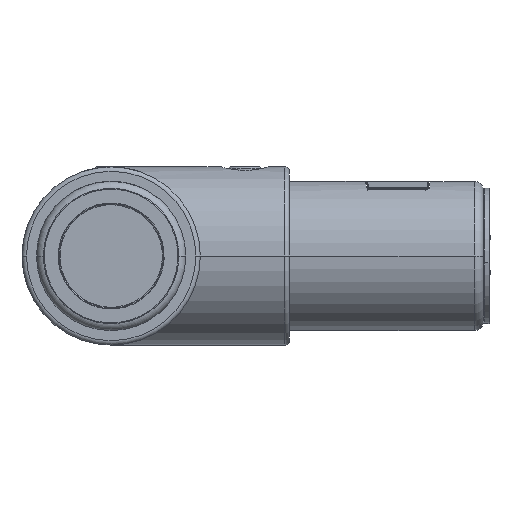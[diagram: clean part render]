
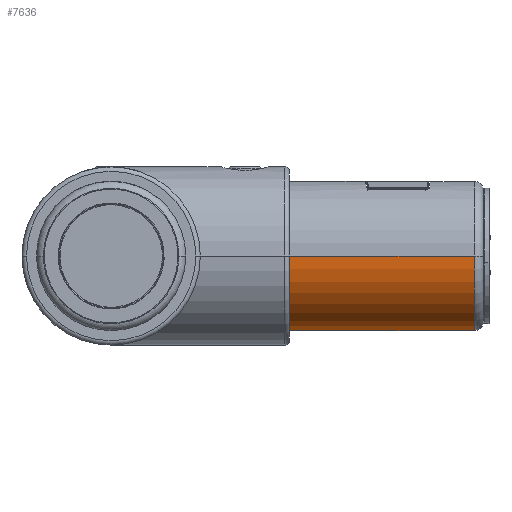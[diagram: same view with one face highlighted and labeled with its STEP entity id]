
A CAD part, left-side view. The second image highlights one B-rep face of the part: STEP entity #7636.
In plain terms, the highlighted cylindrical face has radius 16.75 mm (diameter 33.5 mm), a partial arc.
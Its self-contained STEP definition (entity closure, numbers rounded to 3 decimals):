
#438 = CARTESIAN_POINT ( 'NONE',  ( 0., 16.75, -40. ) ) ;
#441 = FACE_OUTER_BOUND ( 'NONE', #8880, .T. ) ;
#835 = ORIENTED_EDGE ( 'NONE', *, *, #5255, .F. ) ;
#1263 = AXIS2_PLACEMENT_3D ( 'NONE', #6333, #8085, #1632 ) ;
#1632 = DIRECTION ( 'NONE',  ( 0., -1., 0. ) ) ;
#1756 = EDGE_CURVE ( 'NONE', #2904, #4962, #6350, .T. ) ;
#2058 = CYLINDRICAL_SURFACE ( 'NONE', #1263, 16.75 ) ;
#2552 = DIRECTION ( 'NONE',  ( 0., 1., 0. ) ) ;
#2712 = VECTOR ( 'NONE', #9536, 1000. ) ;
#2904 = VERTEX_POINT ( 'NONE', #9687 ) ;
#3137 = CARTESIAN_POINT ( 'NONE',  ( 0., 16.75, -83.5 ) ) ;
#4442 = ORIENTED_EDGE ( 'NONE', *, *, #6613, .T. ) ;
#4708 = CIRCLE ( 'NONE', #11663, 16.75 ) ;
#4962 = VERTEX_POINT ( 'NONE', #438 ) ;
#5255 = EDGE_CURVE ( 'NONE', #5449, #11469, #6902, .T. ) ;
#5449 = VERTEX_POINT ( 'NONE', #11421 ) ;
#5958 = ORIENTED_EDGE ( 'NONE', *, *, #6454, .T. ) ;
#6254 = DIRECTION ( 'NONE',  ( 0., 0., -1. ) ) ;
#6333 = CARTESIAN_POINT ( 'NONE',  ( 0., 0., -83.5 ) ) ;
#6350 = LINE ( 'NONE', #3137, #2712 ) ;
#6454 = EDGE_CURVE ( 'NONE', #4962, #11469, #4708, .T. ) ;
#6613 = EDGE_CURVE ( 'NONE', #5449, #2904, #8196, .T. ) ;
#6631 = CARTESIAN_POINT ( 'NONE',  ( 0., -16.75, -83.5 ) ) ;
#6902 = LINE ( 'NONE', #6631, #11731 ) ;
#7636 = ADVANCED_FACE ( 'NONE', ( #441 ), #2058, .T. ) ;
#8085 = DIRECTION ( 'NONE',  ( 0., 0., 1. ) ) ;
#8126 = CARTESIAN_POINT ( 'NONE',  ( 0., 0., -40. ) ) ;
#8196 = CIRCLE ( 'NONE', #9777, 16.75 ) ;
#8425 = CARTESIAN_POINT ( 'NONE',  ( 0., 0., -81.5 ) ) ;
#8880 = EDGE_LOOP ( 'NONE', ( #4442, #10705, #5958, #835 ) ) ;
#9361 = DIRECTION ( 'NONE',  ( 0., 1., 0. ) ) ;
#9450 = DIRECTION ( 'NONE',  ( 0., 0., 1. ) ) ;
#9536 = DIRECTION ( 'NONE',  ( 0., 0., 1. ) ) ;
#9687 = CARTESIAN_POINT ( 'NONE',  ( 0., 16.75, -81.5 ) ) ;
#9777 = AXIS2_PLACEMENT_3D ( 'NONE', #8425, #10964, #9361 ) ;
#10705 = ORIENTED_EDGE ( 'NONE', *, *, #1756, .T. ) ;
#10964 = DIRECTION ( 'NONE',  ( 0., 0., 1. ) ) ;
#11280 = CARTESIAN_POINT ( 'NONE',  ( 0., -16.75, -40. ) ) ;
#11421 = CARTESIAN_POINT ( 'NONE',  ( 0., -16.75, -81.5 ) ) ;
#11469 = VERTEX_POINT ( 'NONE', #11280 ) ;
#11663 = AXIS2_PLACEMENT_3D ( 'NONE', #8126, #6254, #2552 ) ;
#11731 = VECTOR ( 'NONE', #9450, 1000. ) ;
